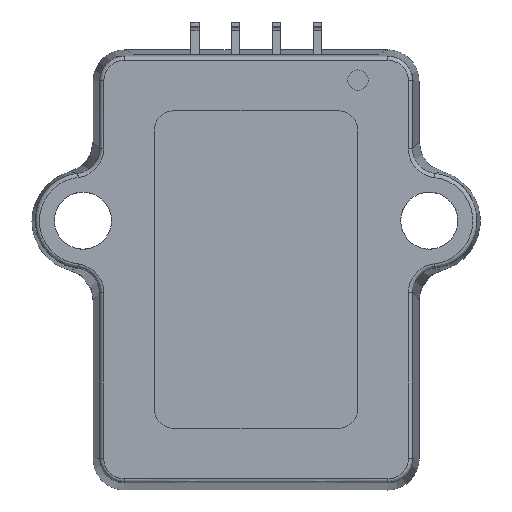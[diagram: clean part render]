
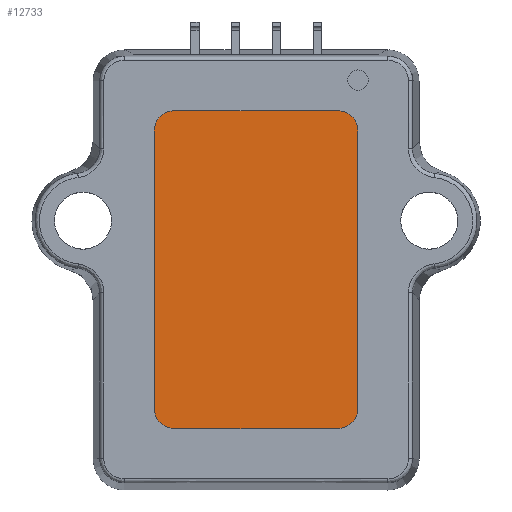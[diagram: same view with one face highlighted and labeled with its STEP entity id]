
A CAD part, top view. The second image highlights one B-rep face of the part: STEP entity #12733.
In plain terms, the highlighted planar face has unit normal (0, 0, 1).
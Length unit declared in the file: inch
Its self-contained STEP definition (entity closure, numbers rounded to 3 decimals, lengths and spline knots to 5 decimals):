
#304 = CARTESIAN_POINT ( 'NONE',  ( 1.71277, 1.34217, 0.895 ) ) ;
#1285 = DIRECTION ( 'NONE',  ( -1., 0., 0. ) ) ;
#1321 = DIRECTION ( 'NONE',  ( 1., 0., 0. ) ) ;
#1679 = ORIENTED_EDGE ( 'NONE', *, *, #9908, .T. ) ;
#1804 = EDGE_CURVE ( 'NONE', #7729, #3513, #13959, .T. ) ;
#1954 = FACE_OUTER_BOUND ( 'NONE', #12251, .T. ) ;
#2198 = VERTEX_POINT ( 'NONE', #3772 ) ;
#2296 = CARTESIAN_POINT ( 'NONE',  ( 1.71277, 2.07217, 0.895 ) ) ;
#2369 = CARTESIAN_POINT ( 'NONE',  ( 1.76277, 1.29217, 0.895 ) ) ;
#2758 = EDGE_CURVE ( 'NONE', #3513, #4510, #7173, .T. ) ;
#2790 = CIRCLE ( 'NONE', #5717, 0.05 ) ;
#2907 = DIRECTION ( 'NONE',  ( -1., 0., 0. ) ) ;
#2987 = LINE ( 'NONE', #6241, #12037 ) ;
#3039 = AXIS2_PLACEMENT_3D ( 'NONE', #13125, #10847, #1285 ) ;
#3513 = VERTEX_POINT ( 'NONE', #6260 ) ;
#3730 = ORIENTED_EDGE ( 'NONE', *, *, #3960, .T. ) ;
#3772 = CARTESIAN_POINT ( 'NONE',  ( 1.76277, 1.29217, 0.895 ) ) ;
#3960 = EDGE_CURVE ( 'NONE', #2198, #9850, #7612, .T. ) ;
#4016 = LINE ( 'NONE', #7505, #13922 ) ;
#4019 = DIRECTION ( 'NONE',  ( -1., 0., 0. ) ) ;
#4034 = CARTESIAN_POINT ( 'NONE',  ( 2.16277, 2.07217, 0.895 ) ) ;
#4047 = DIRECTION ( 'NONE',  ( -1., 0., 0. ) ) ;
#4083 = CARTESIAN_POINT ( 'NONE',  ( 1.71277, 2.02217, 0.895 ) ) ;
#4172 = CARTESIAN_POINT ( 'NONE',  ( 1.76277, 2.07217, 0.895 ) ) ;
#4227 = DIRECTION ( 'NONE',  ( 0., 0., 1. ) ) ;
#4255 = CARTESIAN_POINT ( 'NONE',  ( 2.16277, 2.02217, 0.895 ) ) ;
#4510 = VERTEX_POINT ( 'NONE', #4083 ) ;
#5134 = DIRECTION ( 'NONE',  ( 0., 1., 0. ) ) ;
#5339 = AXIS2_PLACEMENT_3D ( 'NONE', #11799, #10595, #2907 ) ;
#5439 = DIRECTION ( 'NONE',  ( -1., 0., 0. ) ) ;
#5717 = AXIS2_PLACEMENT_3D ( 'NONE', #13726, #4227, #4019 ) ;
#5889 = ORIENTED_EDGE ( 'NONE', *, *, #7569, .T. ) ;
#6189 = CARTESIAN_POINT ( 'NONE',  ( 2.21277, 1.34217, 0.895 ) ) ;
#6241 = CARTESIAN_POINT ( 'NONE',  ( 1.71277, 1.34217, 0.895 ) ) ;
#6260 = CARTESIAN_POINT ( 'NONE',  ( 1.76277, 2.07217, 0.895 ) ) ;
#6268 = CARTESIAN_POINT ( 'NONE',  ( 2.16277, 1.29217, 0.895 ) ) ;
#7009 = AXIS2_PLACEMENT_3D ( 'NONE', #4255, #10610, #4047 ) ;
#7026 = VECTOR ( 'NONE', #5439, 39.37008 ) ;
#7173 = CIRCLE ( 'NONE', #5339, 0.05 ) ;
#7505 = CARTESIAN_POINT ( 'NONE',  ( 2.21277, 1.34217, 0.895 ) ) ;
#7526 = EDGE_CURVE ( 'NONE', #4510, #11609, #2987, .T. ) ;
#7569 = EDGE_CURVE ( 'NONE', #11203, #7729, #9548, .T. ) ;
#7612 = LINE ( 'NONE', #2369, #12719 ) ;
#7729 = VERTEX_POINT ( 'NONE', #4034 ) ;
#7934 = ORIENTED_EDGE ( 'NONE', *, *, #8712, .T. ) ;
#7992 = ORIENTED_EDGE ( 'NONE', *, *, #1804, .T. ) ;
#8406 = CARTESIAN_POINT ( 'NONE',  ( 2.21277, 2.02217, 0.895 ) ) ;
#8712 = EDGE_CURVE ( 'NONE', #14082, #11203, #4016, .T. ) ;
#9548 = CIRCLE ( 'NONE', #7009, 0.05 ) ;
#9587 = EDGE_CURVE ( 'NONE', #9850, #14082, #2790, .T. ) ;
#9682 = PLANE ( 'NONE',  #13122 ) ;
#9688 = DIRECTION ( 'NONE',  ( 0., -1., 0. ) ) ;
#9850 = VERTEX_POINT ( 'NONE', #6268 ) ;
#9908 = EDGE_CURVE ( 'NONE', #11609, #2198, #10536, .T. ) ;
#10088 = ORIENTED_EDGE ( 'NONE', *, *, #7526, .T. ) ;
#10536 = CIRCLE ( 'NONE', #3039, 0.05 ) ;
#10595 = DIRECTION ( 'NONE',  ( 0., 0., 1. ) ) ;
#10610 = DIRECTION ( 'NONE',  ( 0., 0., 1. ) ) ;
#10832 = DIRECTION ( 'NONE',  ( 1., 0., 0. ) ) ;
#10847 = DIRECTION ( 'NONE',  ( 0., 0., 1. ) ) ;
#11063 = ORIENTED_EDGE ( 'NONE', *, *, #9587, .T. ) ;
#11203 = VERTEX_POINT ( 'NONE', #8406 ) ;
#11609 = VERTEX_POINT ( 'NONE', #304 ) ;
#11799 = CARTESIAN_POINT ( 'NONE',  ( 1.76277, 2.02217, 0.895 ) ) ;
#12037 = VECTOR ( 'NONE', #9688, 39.37008 ) ;
#12205 = ORIENTED_EDGE ( 'NONE', *, *, #2758, .T. ) ;
#12214 = DIRECTION ( 'NONE',  ( 0., 0., 1. ) ) ;
#12251 = EDGE_LOOP ( 'NONE', ( #7992, #12205, #10088, #1679, #3730, #11063, #7934, #5889 ) ) ;
#12719 = VECTOR ( 'NONE', #10832, 39.37008 ) ;
#12733 = ADVANCED_FACE ( 'NONE', ( #1954 ), #9682, .T. ) ;
#13122 = AXIS2_PLACEMENT_3D ( 'NONE', #2296, #12214, #1321 ) ;
#13125 = CARTESIAN_POINT ( 'NONE',  ( 1.76277, 1.34217, 0.895 ) ) ;
#13726 = CARTESIAN_POINT ( 'NONE',  ( 2.16277, 1.34217, 0.895 ) ) ;
#13922 = VECTOR ( 'NONE', #5134, 39.37008 ) ;
#13959 = LINE ( 'NONE', #4172, #7026 ) ;
#14082 = VERTEX_POINT ( 'NONE', #6189 ) ;
